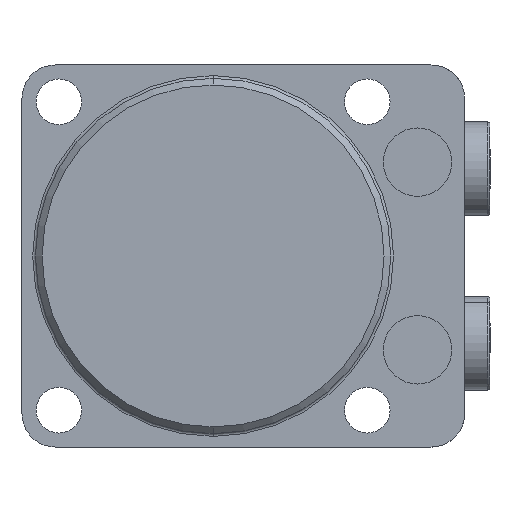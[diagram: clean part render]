
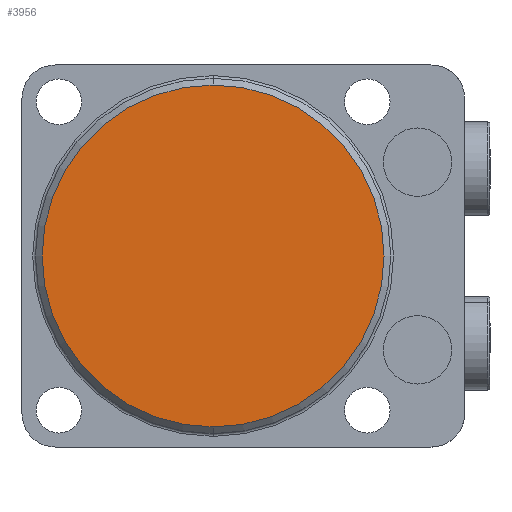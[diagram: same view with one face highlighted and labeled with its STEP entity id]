
A CAD part, front view. The second image highlights one B-rep face of the part: STEP entity #3956.
In plain terms, the highlighted planar face has unit normal (0, -1, 0).
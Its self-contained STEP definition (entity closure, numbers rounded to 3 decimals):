
#82 = DIRECTION ( 'NONE',  ( 0., 0., 1. ) ) ;
#83 = DIRECTION ( 'NONE',  ( 0., -1., 0. ) ) ;
#84 = CARTESIAN_POINT ( 'NONE',  ( 0., 0., 0. ) ) ;
#540 = FACE_OUTER_BOUND ( 'NONE', #4847, .T. ) ;
#873 = CIRCLE ( 'NONE', #4331, 25.5 ) ;
#962 = CIRCLE ( 'NONE', #4368, 25.5 ) ;
#1750 = DIRECTION ( 'NONE',  ( 0., 0., 1. ) ) ;
#1751 = CARTESIAN_POINT ( 'NONE',  ( 0., 0., 0. ) ) ;
#1761 = DIRECTION ( 'NONE',  ( 0., -1., 0. ) ) ;
#2412 = VERTEX_POINT ( 'NONE', #3635 ) ;
#2490 = VERTEX_POINT ( 'NONE', #3405 ) ;
#2723 = ORIENTED_EDGE ( 'NONE', *, *, #4679, .T. ) ;
#2724 = ORIENTED_EDGE ( 'NONE', *, *, #4617, .T. ) ;
#3405 = CARTESIAN_POINT ( 'NONE',  ( 0., 0., -25.5 ) ) ;
#3635 = CARTESIAN_POINT ( 'NONE',  ( 0., 0., 25.5 ) ) ;
#3956 = ADVANCED_FACE ( 'NONE', ( #540 ), #5257, .F. ) ;
#4331 = AXIS2_PLACEMENT_3D ( 'NONE', #1751, #1761, #1750 ) ;
#4368 = AXIS2_PLACEMENT_3D ( 'NONE', #84, #83, #82 ) ;
#4538 = AXIS2_PLACEMENT_3D ( 'NONE', #5264, #5276, #5248 ) ;
#4617 = EDGE_CURVE ( 'NONE', #2490, #2412, #962, .T. ) ;
#4679 = EDGE_CURVE ( 'NONE', #2412, #2490, #873, .T. ) ;
#4847 = EDGE_LOOP ( 'NONE', ( #2723, #2724 ) ) ;
#5248 = DIRECTION ( 'NONE',  ( 0., 0., 1. ) ) ;
#5257 = PLANE ( 'NONE',  #4538 ) ;
#5264 = CARTESIAN_POINT ( 'NONE',  ( -28.5, 0., 28.5 ) ) ;
#5276 = DIRECTION ( 'NONE',  ( 0., 1., 0. ) ) ;
